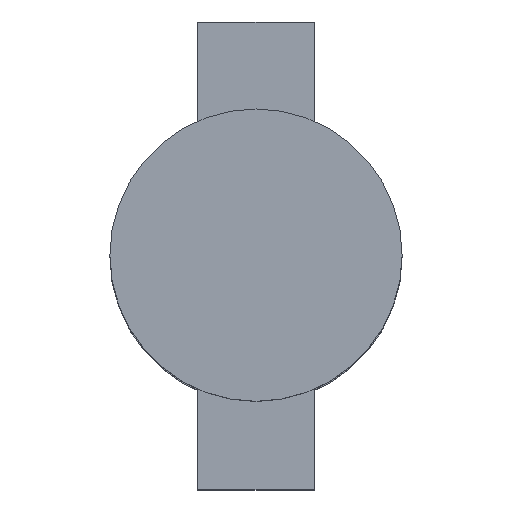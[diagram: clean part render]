
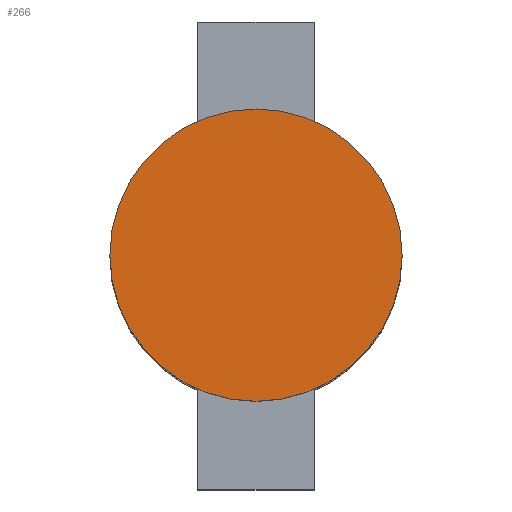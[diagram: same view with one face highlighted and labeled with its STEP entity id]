
A CAD part, top view. The second image highlights one B-rep face of the part: STEP entity #266.
In plain terms, the highlighted planar face has unit normal (0, 0, 1).
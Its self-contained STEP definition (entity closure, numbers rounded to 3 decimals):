
#31=CIRCLE('',#312,5.);
#47=FACE_OUTER_BOUND('',#66,.T.);
#66=EDGE_LOOP('',(#224));
#137=VERTEX_POINT('',#461);
#168=EDGE_CURVE('',#137,#137,#31,.T.);
#224=ORIENTED_EDGE('',*,*,#168,.T.);
#250=PLANE('',#313);
#266=ADVANCED_FACE('',(#47),#250,.T.);
#312=AXIS2_PLACEMENT_3D('',#462,#386,#387);
#313=AXIS2_PLACEMENT_3D('',#464,#389,#390);
#386=DIRECTION('center_axis',(0.,0.,1.));
#387=DIRECTION('ref_axis',(1.,0.,0.));
#389=DIRECTION('center_axis',(0.,0.,1.));
#390=DIRECTION('ref_axis',(1.,0.,0.));
#461=CARTESIAN_POINT('',(-5.,0.,17.));
#462=CARTESIAN_POINT('Origin',(0.,0.,17.));
#464=CARTESIAN_POINT('Origin',(0.,0.,17.));
